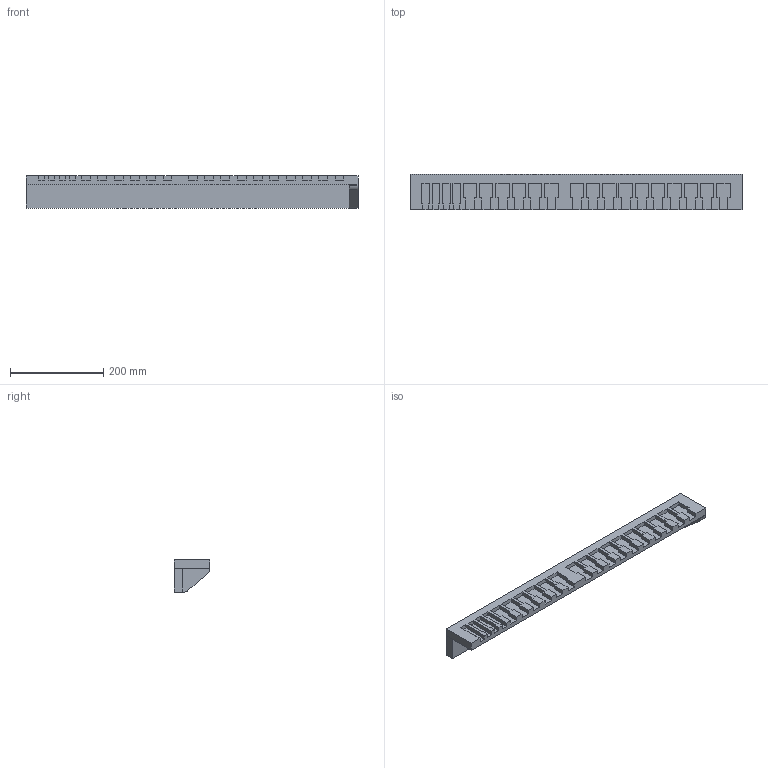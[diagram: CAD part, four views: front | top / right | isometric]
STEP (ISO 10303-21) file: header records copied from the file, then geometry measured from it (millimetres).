
FILE_DESCRIPTION(/* description */ (''),/* implementation_level */ '2;1');
FILE_NAME(/* name */ 'CClampRack v7.step',/* time_stamp */ '2023-04-13T17:48:36-06:00',/* author */ (''),/* organization */ (''),/* preprocessor_version */ 'ST-DEVELOPER v19.2',/* originating_system */ 'Autodesk Translation Framework v12.4.0.73',/* authorisation */ '');
FILE_SCHEMA (('AUTOMOTIVE_DESIGN { 1 0 10303 214 3 1 1 }'));
Length unit declared in the file: inch
Products named in the file (1): CClampRack
Bounding box: 711.2 x 76.2 x 69.06 mm (x, y, z)
Volume: 1453609.8 mm3; surface area: 267578.6 mm2
Topology: 3 solids, 3 shells, 181 faces, 525 edges, 350 vertices
Faces by surface type: plane 179, cylinder 2
Entity records: 5876 total; most frequent: CARTESIAN_POINT 1057, ORIENTED_EDGE 1050, DIRECTION 893, EDGE_CURVE 525, LINE 521, VECTOR 521, VERTEX_POINT 350, AXIS2_PLACEMENT_3D 186
